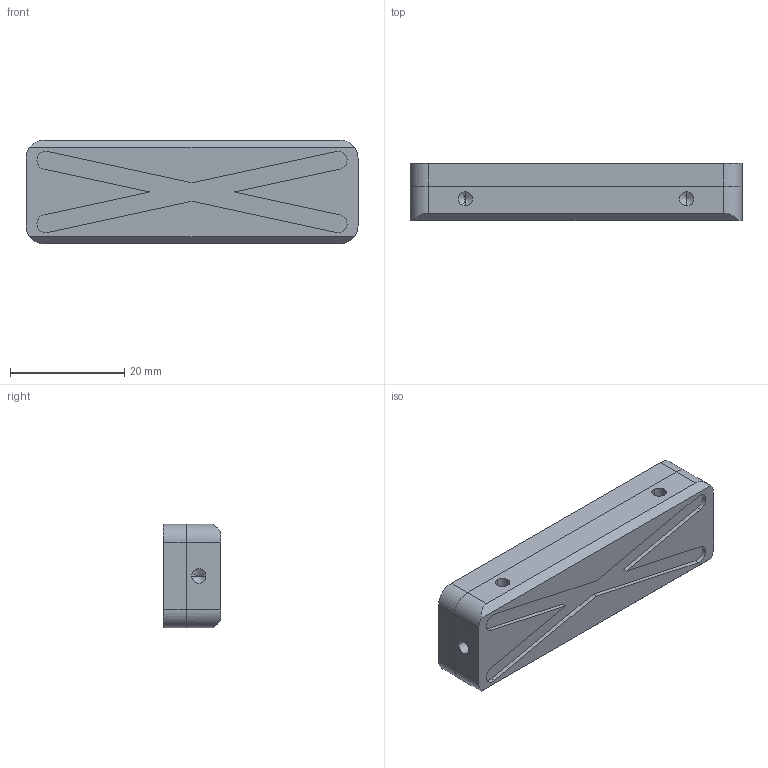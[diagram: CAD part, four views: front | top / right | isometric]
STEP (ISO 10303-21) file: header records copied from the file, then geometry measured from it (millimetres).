
FILE_DESCRIPTION (( 'STEP AP214' ), '1' );
FILE_NAME ('S17018310.STEP', '2024-01-24T19:32:18', ( '' ), ( '' ), 'SwSTEP 2.0', 'SolidWorks 2023', '' );
FILE_SCHEMA (( 'AUTOMOTIVE_DESIGN' ));
Length unit declared in the file: millimetre
Products named in the file (4): 17S018310-TEMPLATE; S90A002; 62S018310-TEMPLATE; S17018310
Assembly tree (2 placements, depth 2):
  S90A002
  S17018310
    17S018310-TEMPLATE
    62S018310-TEMPLATE
Bounding box: 58.1 x 10 x 18.1 mm (x, y, z)
Volume: 9881.2 mm3; surface area: 6050.2 mm2
Topology: 2 solids, 2 shells, 61 faces, 156 edges, 94 vertices
Faces by surface type: cylinder 26, plane 23, cone 12
Entity records: 1861 total; most frequent: DIRECTION 324, CARTESIAN_POINT 316, ORIENTED_EDGE 288, EDGE_CURVE 144, AXIS2_PLACEMENT_3D 118, VERTEX_POINT 94, VECTOR 88, LINE 88
